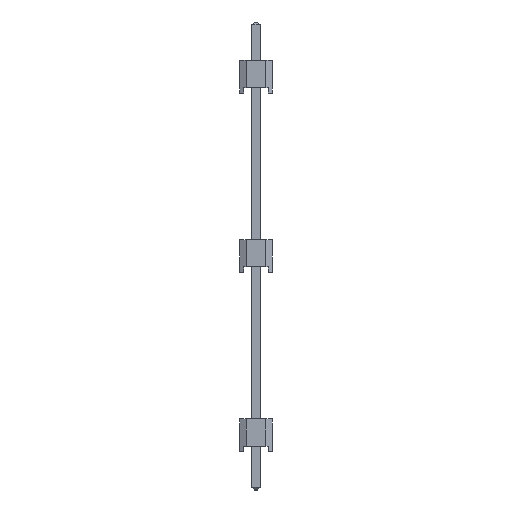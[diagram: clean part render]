
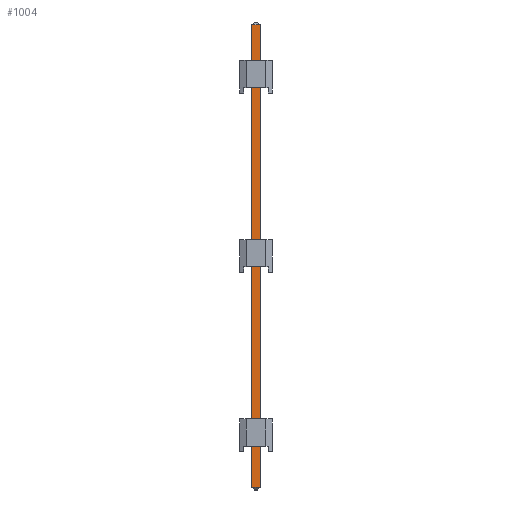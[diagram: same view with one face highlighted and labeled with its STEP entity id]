
A CAD part, left-side view. The second image highlights one B-rep face of the part: STEP entity #1004.
In plain terms, the highlighted planar face has unit normal (-1, 0, 0).
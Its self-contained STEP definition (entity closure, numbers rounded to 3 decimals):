
#1004 = ADVANCED_FACE( '', ( #2308 ), #2309, .F. );
#2308 = FACE_OUTER_BOUND( '', #3848, .T. );
#2309 = PLANE( '', #3849 );
#3848 = EDGE_LOOP( '', ( #7369, #7370, #7371, #7372 ) );
#3849 = AXIS2_PLACEMENT_3D( '', #7373, #7374, #7375 );
#7369 = ORIENTED_EDGE( '', *, *, #10060, .T. );
#7370 = ORIENTED_EDGE( '', *, *, #10675, .T. );
#7371 = ORIENTED_EDGE( '', *, *, #10595, .F. );
#7372 = ORIENTED_EDGE( '', *, *, #10676, .T. );
#7373 = CARTESIAN_POINT( '', ( -0.32, -0.32, 18.24 ) );
#7374 = DIRECTION( '', ( 1., 0., 0. ) );
#7375 = DIRECTION( '', ( 0., 0., -1. ) );
#10060 = EDGE_CURVE( '', #12527, #12525, #12528, .T. );
#10595 = EDGE_CURVE( '', #13309, #13310, #13311, .T. );
#10675 = EDGE_CURVE( '', #12525, #13310, #13406, .T. );
#10676 = EDGE_CURVE( '', #13309, #12527, #13407, .T. );
#12525 = VERTEX_POINT( '', #16012 );
#12527 = VERTEX_POINT( '', #16015 );
#12528 = LINE( '', #16016, #16017 );
#13309 = VERTEX_POINT( '', #17231 );
#13310 = VERTEX_POINT( '', #17232 );
#13311 = LINE( '', #17233, #17234 );
#13406 = LINE( '', #17376, #17377 );
#13407 = LINE( '', #17378, #17379 );
#16012 = CARTESIAN_POINT( '', ( -0.32, 0.32, -18.04 ) );
#16015 = CARTESIAN_POINT( '', ( -0.32, 0.32, 18.04 ) );
#16016 = CARTESIAN_POINT( '', ( -0.32, 0.32, 18.24 ) );
#16017 = VECTOR( '', #18682, 1000. );
#17231 = CARTESIAN_POINT( '', ( -0.32, -0.32, 18.04 ) );
#17232 = CARTESIAN_POINT( '', ( -0.32, -0.32, -18.04 ) );
#17233 = CARTESIAN_POINT( '', ( -0.32, -0.32, 18.24 ) );
#17234 = VECTOR( '', #19116, 1000. );
#17376 = CARTESIAN_POINT( '', ( -0.32, -0.32, -18.04 ) );
#17377 = VECTOR( '', #19164, 1000. );
#17378 = CARTESIAN_POINT( '', ( -0.32, -0.32, 18.04 ) );
#17379 = VECTOR( '', #19165, 1000. );
#18682 = DIRECTION( '', ( 0., 0., -1. ) );
#19116 = DIRECTION( '', ( 0., 0., -1. ) );
#19164 = DIRECTION( '', ( 0., -1., 0. ) );
#19165 = DIRECTION( '', ( 0., 1., 0. ) );
